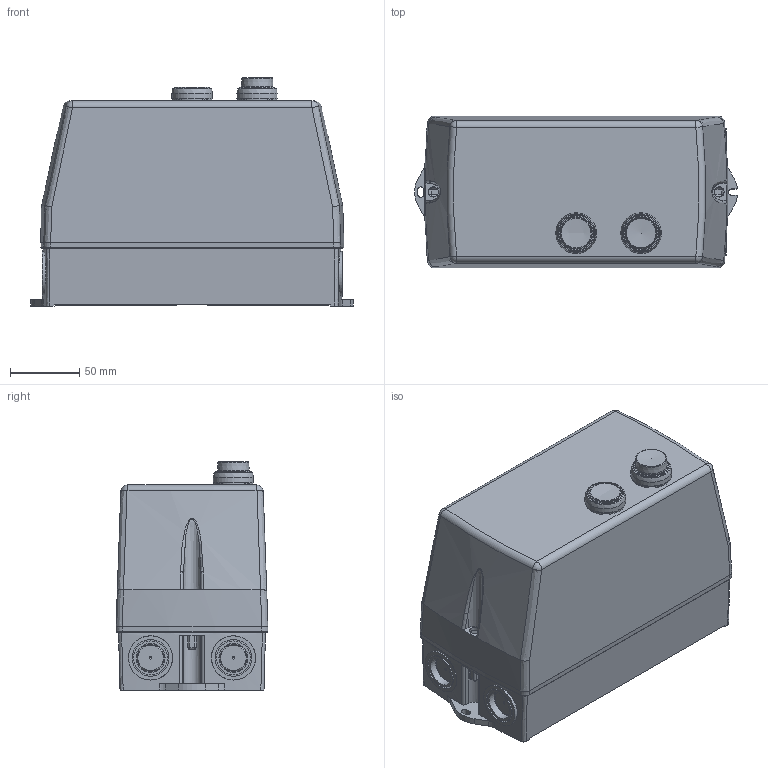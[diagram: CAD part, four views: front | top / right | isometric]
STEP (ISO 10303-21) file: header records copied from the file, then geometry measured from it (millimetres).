
FILE_DESCRIPTION(/* description */ (''),/* implementation_level */ '2;1');
FILE_NAME(/* name */ 'M2PA.stp',/* time_stamp */ '2019-10-25T13:10:17+02:00',/* author */ (''),/* organization */ (''),/* preprocessor_version */ 'ST-DEVELOPER v16',/* originating_system */ 'SIEMENS PLM Software NX 10.0',/* authorisation */ '');
FILE_SCHEMA (('AP203_CONFIGURATION_CONTROLLED_3D_DESIGN_OF_MECHANICAL_PARTS_AND_ASSEMBLIES_MIM_LF { 1 0 10303 403 2 1 2}'));
Length unit declared in the file: millimetre
Products named in the file (1): Rugg2AB099EDx0ls
Bounding box: 233.72 x 110 x 165.2 mm (x, y, z)
Surface area: 145510.8 mm2 (no closed solid volume)
Topology: 0 solids, 8 shells, 419 faces, 1609 edges, 1171 vertices
Faces by surface type: plane 206, cylinder 113, bspline 38, cone 30, torus 22, sphere 10
Full cylindrical faces by diameter (mm): 7.4 x2, 21 x4, 22.8 x1, 24.6 x4, 26.6 x4, 28.3 x2, 32 x4
Entity records: 17926 total; most frequent: CARTESIAN_POINT 5389, DIRECTION 2376, ORIENTED_EDGE 2334, EDGE_CURVE 1531, VERTEX_POINT 1157, LINE 806, VECTOR 806, AXIS2_PLACEMENT_3D 785
